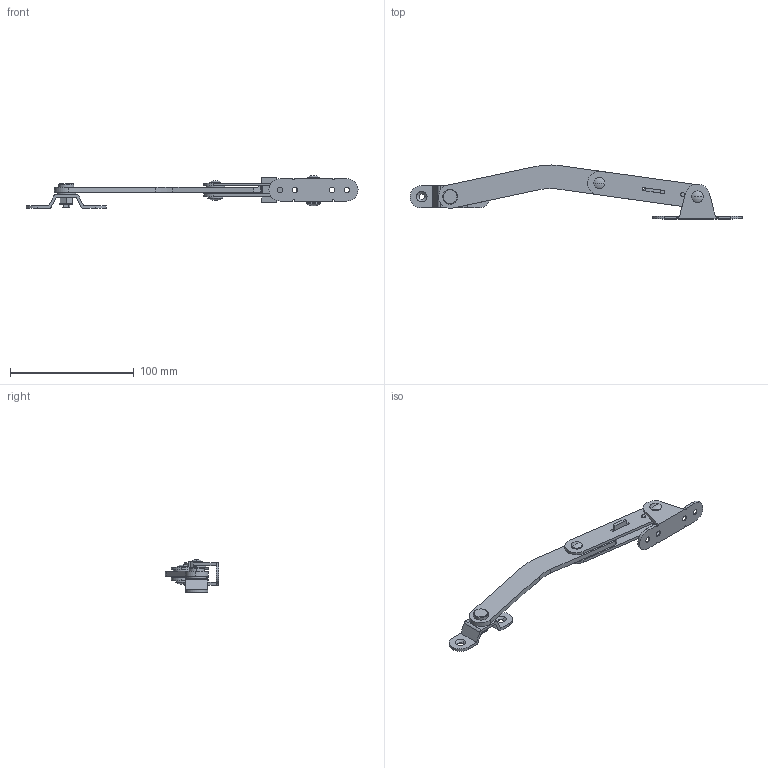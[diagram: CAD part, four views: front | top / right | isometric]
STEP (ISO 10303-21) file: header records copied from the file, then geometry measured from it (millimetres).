
FILE_DESCRIPTION (( 'STEP AP203' ), '1' );
FILE_NAME ('B-450-3.STEP', '2010-11-01T07:37:49', ( ' ' ), ( ' ' ), 'SwSTEP 2.0', 'SolidWorks 2007', '' );
FILE_SCHEMA (( 'CONFIG_CONTROL_DESIGN' ));
Length unit declared in the file: millimetre
Products named in the file (13): B-450-3幉(3)__棉太倌; B-450-3幉(2)__棉太倌; B-4450-3暯嵗嬥__棉太倌; B-450-3僫僢僩__棉太倌; B-450-3; B-450-3傾乕儉(2)__棉太倌; B-450-3幉(1)__棉太倌; B-450-3傾乕儉(1)__棉太倌; B-450-3僗僩僢僷乕__棉太倌; B-450-3僺儞__棉太倌; B-450-3僇儔乕__棉太倌; B-450-3庢晅嵗(1)__棉太倌; B-450-3庢晅嵗(2)__棉太倌
Assembly tree (17 placements, depth 2):
  B-450-3
    B-450-3傾乕儉(1)__棉太倌  x2
    B-4450-3暯嵗嬥__棉太倌  x5
    B-450-3僗僩僢僷乕__棉太倌
    B-450-3庢晅嵗(2)__棉太倌
    B-450-3幉(1)__棉太倌
    B-450-3幉(2)__棉太倌
    B-450-3幉(3)__棉太倌
    B-450-3庢晅嵗(1)__棉太倌
    B-450-3僫僢僩__棉太倌
    B-450-3僺儞__棉太倌
    B-450-3僇儔乕__棉太倌
    B-450-3傾乕儉(2)__棉太倌
Bounding box: 268.23 x 43.61 x 26.6 mm (x, y, z)
Volume: 32745.5 mm3; surface area: 29813.7 mm2
Topology: 17 solids, 17 shells, 271 faces, 659 edges, 429 vertices
Faces by surface type: cylinder 116, plane 116, cone 17, torus 14, sphere 8
Entity records: 8652 total; most frequent: CARTESIAN_POINT 1419, DIRECTION 1277, ORIENTED_EDGE 1132, EDGE_CURVE 566, AXIS2_PLACEMENT_3D 489, VERTEX_POINT 367, VECTOR 299, LINE 299
